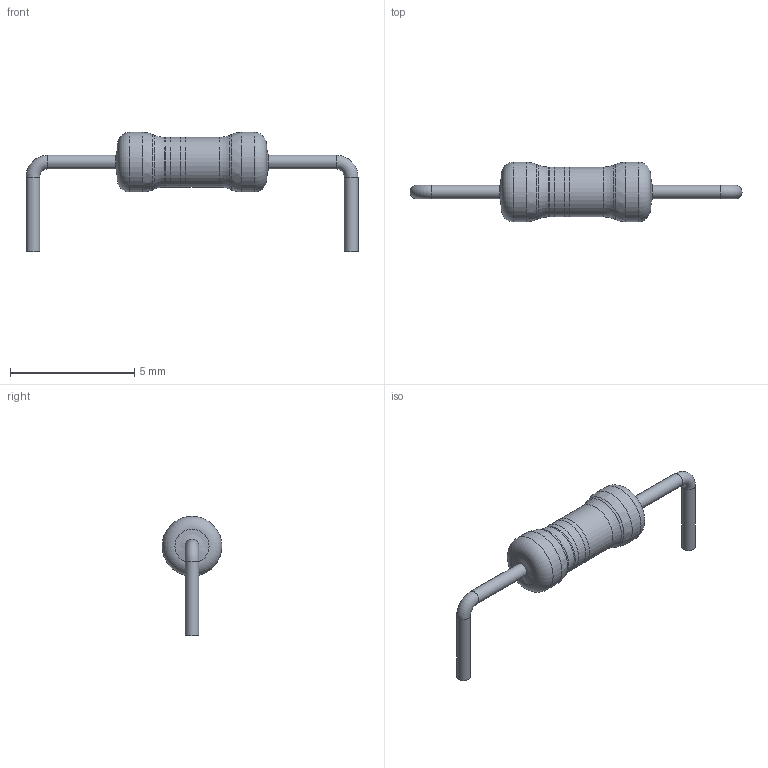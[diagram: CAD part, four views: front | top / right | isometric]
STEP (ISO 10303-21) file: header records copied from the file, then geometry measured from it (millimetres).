
FILE_DESCRIPTION(/* description */ (''),/* implementation_level */ '2;1');
FILE_NAME(/* name */ 'res_1000000.step',/* time_stamp */ '2019-01-18T20:39:21+01:00',/* author */ ('boelle'),/* organization */ (''),/* preprocessor_version */ 'ST-DEVELOPER v17.2',/* originating_system */ 'Autodesk Translation Framework v7.6.0.251',/* authorisation */ '');
FILE_SCHEMA (('AUTOMOTIVE_DESIGN { 1 0 10303 214 3 1 1 }'));
Length unit declared in the file: millimetre
Products named in the file (2): res_1000000; Resistor
Assembly tree (1 placements, depth 2):
  res_1000000
    Resistor
Bounding box: 13.35 x 2.4 x 4.8 mm (x, y, z)
Volume: 25.3 mm3; surface area: 73 mm2
Topology: 1 solids, 3 shells, 23 faces, 76 edges, 55 vertices
Faces by surface type: cylinder 9, torus 6, bspline 4, plane 2, cone 2
Full cylindrical faces by diameter (mm): 0.55 x4, 2 x1, 2.01 x2, 2.4 x2
Entity records: 1094 total; most frequent: CARTESIAN_POINT 261, DIRECTION 185, ORIENTED_EDGE 148, AXIS2_PLACEMENT_3D 87, EDGE_CURVE 76, CIRCLE 65, VERTEX_POINT 55, FACE_OUTER_BOUND 23
